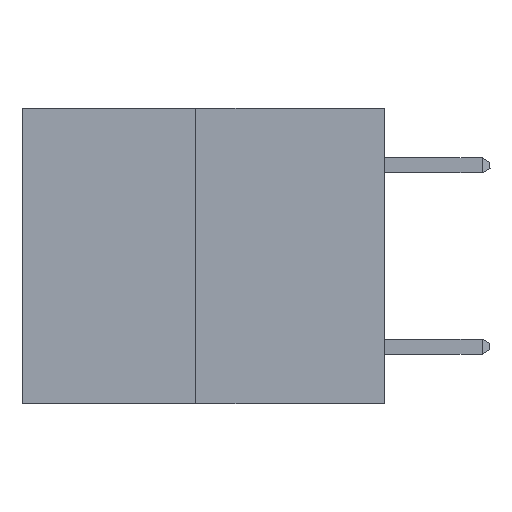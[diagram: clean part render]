
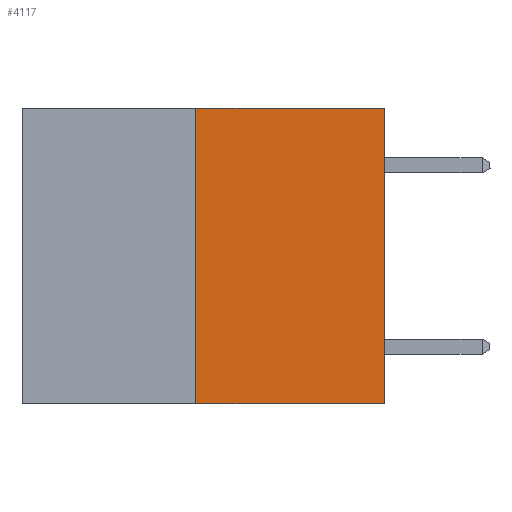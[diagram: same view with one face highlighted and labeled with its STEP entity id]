
A CAD part, left-side view. The second image highlights one B-rep face of the part: STEP entity #4117.
In plain terms, the highlighted planar face has unit normal (-1, 0, 0).
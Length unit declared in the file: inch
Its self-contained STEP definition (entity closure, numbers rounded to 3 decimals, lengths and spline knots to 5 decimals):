
#701 = PLANE ( 'NONE',  #5177 ) ;
#854 = EDGE_LOOP ( 'NONE', ( #15447, #24181, #8572, #25139 ) ) ;
#2497 = CARTESIAN_POINT ( 'NONE',  ( 0., 0., 0. ) ) ;
#2601 = CARTESIAN_POINT ( 'NONE',  ( 0., 0.6, 0. ) ) ;
#3709 = CARTESIAN_POINT ( 'NONE',  ( 0., 0.6, -0.49 ) ) ;
#4117 = ADVANCED_FACE ( 'NONE', ( #12247 ), #701, .F. ) ;
#4239 = VECTOR ( 'NONE', #21180, 39.37008 ) ;
#4517 = CARTESIAN_POINT ( 'NONE',  ( 0., 0.312, 0. ) ) ;
#5177 = AXIS2_PLACEMENT_3D ( 'NONE', #2601, #21597, #7120 ) ;
#5391 = CARTESIAN_POINT ( 'NONE',  ( 0., 0.312, -0.49 ) ) ;
#6050 = VERTEX_POINT ( 'NONE', #26193 ) ;
#6745 = LINE ( 'NONE', #3709, #25844 ) ;
#7044 = CARTESIAN_POINT ( 'NONE',  ( 0., 0.6, 0. ) ) ;
#7120 = DIRECTION ( 'NONE',  ( 0., 0., -1. ) ) ;
#8572 = ORIENTED_EDGE ( 'NONE', *, *, #18279, .T. ) ;
#12012 = EDGE_CURVE ( 'NONE', #15095, #6050, #6745, .T. ) ;
#12247 = FACE_OUTER_BOUND ( 'NONE', #854, .T. ) ;
#12549 = VECTOR ( 'NONE', #23607, 39.37008 ) ;
#13736 = DIRECTION ( 'NONE',  ( 0., -1., 0. ) ) ;
#15095 = VERTEX_POINT ( 'NONE', #5391 ) ;
#15447 = ORIENTED_EDGE ( 'NONE', *, *, #23500, .F. ) ;
#17054 = LINE ( 'NONE', #7044, #12549 ) ;
#18279 = EDGE_CURVE ( 'NONE', #6050, #20847, #24157, .T. ) ;
#19168 = CARTESIAN_POINT ( 'NONE',  ( 0., 0.312, -0.49 ) ) ;
#19272 = DIRECTION ( 'NONE',  ( 0., 0., 1. ) ) ;
#20847 = VERTEX_POINT ( 'NONE', #25460 ) ;
#21180 = DIRECTION ( 'NONE',  ( 0., 0., 1. ) ) ;
#21597 = DIRECTION ( 'NONE',  ( 1., 0., 0. ) ) ;
#23500 = EDGE_CURVE ( 'NONE', #15095, #25963, #25904, .T. ) ;
#23607 = DIRECTION ( 'NONE',  ( 0., -1., 0. ) ) ;
#24157 = LINE ( 'NONE', #2497, #26040 ) ;
#24181 = ORIENTED_EDGE ( 'NONE', *, *, #12012, .T. ) ;
#25139 = ORIENTED_EDGE ( 'NONE', *, *, #25321, .F. ) ;
#25321 = EDGE_CURVE ( 'NONE', #25963, #20847, #17054, .T. ) ;
#25460 = CARTESIAN_POINT ( 'NONE',  ( 0., 0., 0. ) ) ;
#25844 = VECTOR ( 'NONE', #13736, 39.37008 ) ;
#25904 = LINE ( 'NONE', #19168, #4239 ) ;
#25963 = VERTEX_POINT ( 'NONE', #4517 ) ;
#26040 = VECTOR ( 'NONE', #19272, 39.37008 ) ;
#26193 = CARTESIAN_POINT ( 'NONE',  ( 0., 0., -0.49 ) ) ;
